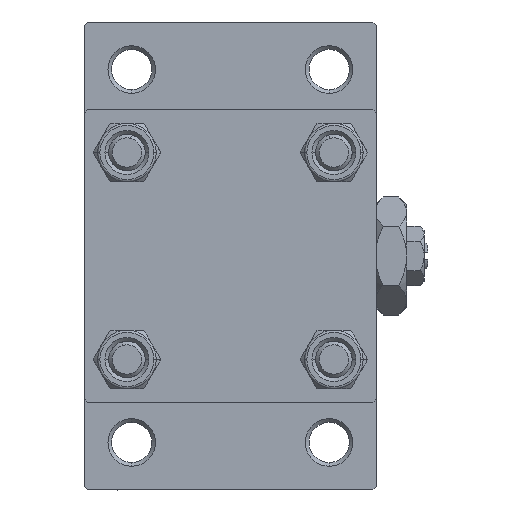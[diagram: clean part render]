
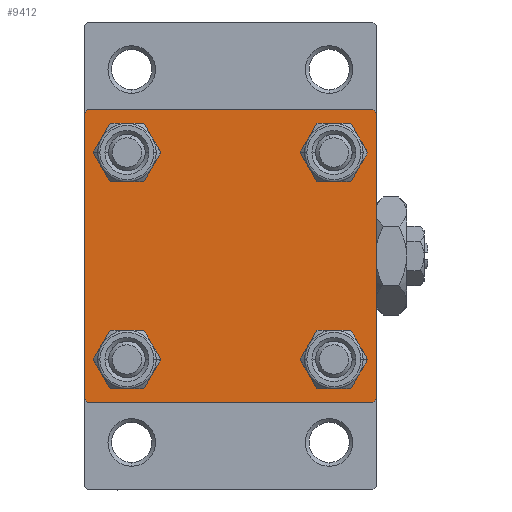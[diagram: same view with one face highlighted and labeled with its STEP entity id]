
A CAD part, left-side view. The second image highlights one B-rep face of the part: STEP entity #9412.
In plain terms, the highlighted planar face has unit normal (-1, 0, 0).
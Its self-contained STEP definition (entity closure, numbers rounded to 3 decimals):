
#883 = CARTESIAN_POINT ( 'NONE',  ( 0., -19.75, 19.75 ) ) ;
#1319 = DIRECTION ( 'NONE',  ( 0., 0., 1. ) ) ;
#1725 = AXIS2_PLACEMENT_3D ( 'NONE', #37539, #3592, #18718 ) ;
#2188 = CARTESIAN_POINT ( 'NONE',  ( 0., 14.15, 17.15 ) ) ;
#2250 = VERTEX_POINT ( 'NONE', #20491 ) ;
#3381 = ORIENTED_EDGE ( 'NONE', *, *, #16900, .T. ) ;
#3592 = DIRECTION ( 'NONE',  ( 1., 0., 0. ) ) ;
#4500 = FACE_OUTER_BOUND ( 'NONE', #33113, .T. ) ;
#4990 = FACE_BOUND ( 'NONE', #23246, .T. ) ;
#5045 = CARTESIAN_POINT ( 'NONE',  ( 0., -14.15, -14.15 ) ) ;
#5449 = VECTOR ( 'NONE', #40020, 1000. ) ;
#5631 = CARTESIAN_POINT ( 'NONE',  ( 0., 20., -20. ) ) ;
#5993 = DIRECTION ( 'NONE',  ( 0., 0.707, -0.707 ) ) ;
#6676 = VERTEX_POINT ( 'NONE', #34441 ) ;
#6819 = CARTESIAN_POINT ( 'NONE',  ( 0., -14.15, -17.15 ) ) ;
#6890 = EDGE_CURVE ( 'NONE', #22324, #24237, #33391, .T. ) ;
#7219 = DIRECTION ( 'NONE',  ( 0., 0., -1. ) ) ;
#7270 = CARTESIAN_POINT ( 'NONE',  ( 0., -20., 20. ) ) ;
#7837 = ORIENTED_EDGE ( 'NONE', *, *, #34101, .T. ) ;
#8239 = CIRCLE ( 'NONE', #47821, 3. ) ;
#8369 = VECTOR ( 'NONE', #11635, 1000. ) ;
#8448 = CIRCLE ( 'NONE', #9206, 3. ) ;
#9206 = AXIS2_PLACEMENT_3D ( 'NONE', #37230, #18407, #33511 ) ;
#9281 = AXIS2_PLACEMENT_3D ( 'NONE', #30395, #45745, #45252 ) ;
#9412 = ADVANCED_FACE ( 'NONE', ( #27053, #4990, #23331, #38445, #4500 ), #34977, .T. ) ;
#11115 = VERTEX_POINT ( 'NONE', #41745 ) ;
#11423 = CARTESIAN_POINT ( 'NONE',  ( 0., -19.5, 20. ) ) ;
#11635 = DIRECTION ( 'NONE',  ( 0., -0.707, -0.707 ) ) ;
#12026 = EDGE_CURVE ( 'NONE', #27516, #13187, #36303, .T. ) ;
#12174 = DIRECTION ( 'NONE',  ( 1., 0., 0. ) ) ;
#12350 = CARTESIAN_POINT ( 'NONE',  ( 0., 20., -19.5 ) ) ;
#12607 = VERTEX_POINT ( 'NONE', #12350 ) ;
#13187 = VERTEX_POINT ( 'NONE', #36013 ) ;
#14398 = ORIENTED_EDGE ( 'NONE', *, *, #25894, .T. ) ;
#14514 = AXIS2_PLACEMENT_3D ( 'NONE', #46368, #34738, #15879 ) ;
#15531 = CIRCLE ( 'NONE', #21867, 3. ) ;
#15691 = DIRECTION ( 'NONE',  ( 1., 0., 0. ) ) ;
#15825 = CARTESIAN_POINT ( 'NONE',  ( 0., 19.75, -19.75 ) ) ;
#15879 = DIRECTION ( 'NONE',  ( 0., 0., 1. ) ) ;
#15963 = CIRCLE ( 'NONE', #1725, 3. ) ;
#16234 = ORIENTED_EDGE ( 'NONE', *, *, #6890, .F. ) ;
#16691 = ORIENTED_EDGE ( 'NONE', *, *, #27305, .T. ) ;
#16848 = CARTESIAN_POINT ( 'NONE',  ( 0., -14.15, -11.15 ) ) ;
#16900 = EDGE_CURVE ( 'NONE', #31069, #6676, #42822, .T. ) ;
#17074 = CIRCLE ( 'NONE', #30529, 3. ) ;
#17102 = DIRECTION ( 'NONE',  ( 1., 0., 0. ) ) ;
#17275 = LINE ( 'NONE', #5631, #35936 ) ;
#17789 = DIRECTION ( 'NONE',  ( 0., -1., 0. ) ) ;
#17828 = DIRECTION ( 'NONE',  ( 0., 0., 1. ) ) ;
#18407 = DIRECTION ( 'NONE',  ( 1., 0., 0. ) ) ;
#18718 = DIRECTION ( 'NONE',  ( 0., 0., 1. ) ) ;
#19047 = EDGE_LOOP ( 'NONE', ( #3381, #45801 ) ) ;
#19373 = EDGE_CURVE ( 'NONE', #6676, #31069, #15963, .T. ) ;
#20085 = VERTEX_POINT ( 'NONE', #6819 ) ;
#20491 = CARTESIAN_POINT ( 'NONE',  ( 0., 19.5, -20. ) ) ;
#20639 = ORIENTED_EDGE ( 'NONE', *, *, #29876, .T. ) ;
#20801 = EDGE_CURVE ( 'NONE', #22324, #31403, #44374, .T. ) ;
#21205 = CARTESIAN_POINT ( 'NONE',  ( 0., 14.15, -17.15 ) ) ;
#21867 = AXIS2_PLACEMENT_3D ( 'NONE', #5045, #15691, #1319 ) ;
#22324 = VERTEX_POINT ( 'NONE', #44756 ) ;
#23246 = EDGE_LOOP ( 'NONE', ( #26705, #42267 ) ) ;
#23331 = FACE_BOUND ( 'NONE', #26123, .T. ) ;
#23549 = CIRCLE ( 'NONE', #29874, 3. ) ;
#24001 = LINE ( 'NONE', #15825, #8369 ) ;
#24237 = VERTEX_POINT ( 'NONE', #11423 ) ;
#24347 = VERTEX_POINT ( 'NONE', #16848 ) ;
#24703 = DIRECTION ( 'NONE',  ( 0., -1., 0. ) ) ;
#24886 = EDGE_LOOP ( 'NONE', ( #20639, #16691 ) ) ;
#25894 = EDGE_CURVE ( 'NONE', #47428, #24237, #34846, .T. ) ;
#26051 = LINE ( 'NONE', #41170, #30663 ) ;
#26123 = EDGE_LOOP ( 'NONE', ( #48658, #36038 ) ) ;
#26398 = CARTESIAN_POINT ( 'NONE',  ( 0., 14.15, -11.15 ) ) ;
#26477 = CARTESIAN_POINT ( 'NONE',  ( 0., -14.15, 14.15 ) ) ;
#26705 = ORIENTED_EDGE ( 'NONE', *, *, #34364, .T. ) ;
#27053 = FACE_BOUND ( 'NONE', #24886, .T. ) ;
#27298 = DIRECTION ( 'NONE',  ( 0., 0., 1. ) ) ;
#27305 = EDGE_CURVE ( 'NONE', #37467, #11115, #8239, .T. ) ;
#27457 = CARTESIAN_POINT ( 'NONE',  ( 0., -19.5, -20. ) ) ;
#27516 = VERTEX_POINT ( 'NONE', #27457 ) ;
#27577 = EDGE_CURVE ( 'NONE', #2250, #27516, #17275, .T. ) ;
#27681 = DIRECTION ( 'NONE',  ( 0., 0., 1. ) ) ;
#27932 = ORIENTED_EDGE ( 'NONE', *, *, #20801, .T. ) ;
#28337 = ORIENTED_EDGE ( 'NONE', *, *, #12026, .T. ) ;
#29114 = CARTESIAN_POINT ( 'NONE',  ( 0., -19.75, -19.75 ) ) ;
#29462 = DIRECTION ( 'NONE',  ( 0., 0., 1. ) ) ;
#29874 = AXIS2_PLACEMENT_3D ( 'NONE', #34881, #39313, #27681 ) ;
#29876 = EDGE_CURVE ( 'NONE', #11115, #37467, #17074, .T. ) ;
#30395 = CARTESIAN_POINT ( 'NONE',  ( 0., -14.15, -14.15 ) ) ;
#30516 = VERTEX_POINT ( 'NONE', #21205 ) ;
#30529 = AXIS2_PLACEMENT_3D ( 'NONE', #46124, #12174, #27298 ) ;
#30663 = VECTOR ( 'NONE', #7219, 1000. ) ;
#30680 = ORIENTED_EDGE ( 'NONE', *, *, #27577, .T. ) ;
#30904 = EDGE_CURVE ( 'NONE', #12607, #2250, #24001, .T. ) ;
#31069 = VERTEX_POINT ( 'NONE', #2188 ) ;
#31090 = VECTOR ( 'NONE', #5993, 1000. ) ;
#31403 = VERTEX_POINT ( 'NONE', #46249 ) ;
#31800 = EDGE_CURVE ( 'NONE', #30516, #39337, #8448, .T. ) ;
#32556 = LINE ( 'NONE', #7270, #45008 ) ;
#33113 = EDGE_LOOP ( 'NONE', ( #7837, #41985, #30680, #28337, #48905, #14398, #16234, #27932 ) ) ;
#33391 = LINE ( 'NONE', #40590, #38932 ) ;
#33511 = DIRECTION ( 'NONE',  ( 0., 0., 1. ) ) ;
#34030 = DIRECTION ( 'NONE',  ( 0., 0., -1. ) ) ;
#34101 = EDGE_CURVE ( 'NONE', #31403, #12607, #26051, .T. ) ;
#34364 = EDGE_CURVE ( 'NONE', #24347, #20085, #41721, .T. ) ;
#34441 = CARTESIAN_POINT ( 'NONE',  ( 0., 14.15, 11.15 ) ) ;
#34738 = DIRECTION ( 'NONE',  ( -1., 0., 0. ) ) ;
#34846 = LINE ( 'NONE', #883, #37480 ) ;
#34881 = CARTESIAN_POINT ( 'NONE',  ( 0., 14.15, -14.15 ) ) ;
#34977 = PLANE ( 'NONE',  #14514 ) ;
#35118 = EDGE_CURVE ( 'NONE', #20085, #24347, #15531, .T. ) ;
#35936 = VECTOR ( 'NONE', #24703, 1000. ) ;
#36013 = CARTESIAN_POINT ( 'NONE',  ( 0., -20., -19.5 ) ) ;
#36038 = ORIENTED_EDGE ( 'NONE', *, *, #31800, .T. ) ;
#36080 = CARTESIAN_POINT ( 'NONE',  ( 0., -14.15, 11.15 ) ) ;
#36303 = LINE ( 'NONE', #29114, #5449 ) ;
#37230 = CARTESIAN_POINT ( 'NONE',  ( 0., 14.15, -14.15 ) ) ;
#37271 = AXIS2_PLACEMENT_3D ( 'NONE', #43851, #17102, #17828 ) ;
#37467 = VERTEX_POINT ( 'NONE', #36080 ) ;
#37480 = VECTOR ( 'NONE', #46473, 1000. ) ;
#37539 = CARTESIAN_POINT ( 'NONE',  ( 0., 14.15, 14.15 ) ) ;
#38445 = FACE_BOUND ( 'NONE', #19047, .T. ) ;
#38932 = VECTOR ( 'NONE', #17789, 1000. ) ;
#39313 = DIRECTION ( 'NONE',  ( 1., 0., 0. ) ) ;
#39337 = VERTEX_POINT ( 'NONE', #26398 ) ;
#40020 = DIRECTION ( 'NONE',  ( 0., -0.707, 0.707 ) ) ;
#40590 = CARTESIAN_POINT ( 'NONE',  ( 0., 20., 20. ) ) ;
#41170 = CARTESIAN_POINT ( 'NONE',  ( 0., 20., 20. ) ) ;
#41721 = CIRCLE ( 'NONE', #9281, 3. ) ;
#41745 = CARTESIAN_POINT ( 'NONE',  ( 0., -14.15, 17.15 ) ) ;
#41950 = CARTESIAN_POINT ( 'NONE',  ( 0., -20., 19.5 ) ) ;
#41985 = ORIENTED_EDGE ( 'NONE', *, *, #30904, .T. ) ;
#42267 = ORIENTED_EDGE ( 'NONE', *, *, #35118, .T. ) ;
#42822 = CIRCLE ( 'NONE', #37271, 3. ) ;
#43851 = CARTESIAN_POINT ( 'NONE',  ( 0., 14.15, 14.15 ) ) ;
#43893 = CARTESIAN_POINT ( 'NONE',  ( 0., 19.75, 19.75 ) ) ;
#44374 = LINE ( 'NONE', #43893, #31090 ) ;
#44756 = CARTESIAN_POINT ( 'NONE',  ( 0., 19.5, 20. ) ) ;
#45008 = VECTOR ( 'NONE', #34030, 1000. ) ;
#45252 = DIRECTION ( 'NONE',  ( 0., 0., 1. ) ) ;
#45728 = EDGE_CURVE ( 'NONE', #39337, #30516, #23549, .T. ) ;
#45745 = DIRECTION ( 'NONE',  ( 1., 0., 0. ) ) ;
#45801 = ORIENTED_EDGE ( 'NONE', *, *, #19373, .T. ) ;
#46124 = CARTESIAN_POINT ( 'NONE',  ( 0., -14.15, 14.15 ) ) ;
#46249 = CARTESIAN_POINT ( 'NONE',  ( 0., 20., 19.5 ) ) ;
#46368 = CARTESIAN_POINT ( 'NONE',  ( 0., 0., 0. ) ) ;
#46473 = DIRECTION ( 'NONE',  ( 0., 0.707, 0.707 ) ) ;
#47428 = VERTEX_POINT ( 'NONE', #41950 ) ;
#47821 = AXIS2_PLACEMENT_3D ( 'NONE', #26477, #48796, #29462 ) ;
#48658 = ORIENTED_EDGE ( 'NONE', *, *, #45728, .T. ) ;
#48796 = DIRECTION ( 'NONE',  ( 1., 0., 0. ) ) ;
#48905 = ORIENTED_EDGE ( 'NONE', *, *, #49001, .F. ) ;
#49001 = EDGE_CURVE ( 'NONE', #47428, #13187, #32556, .T. ) ;
